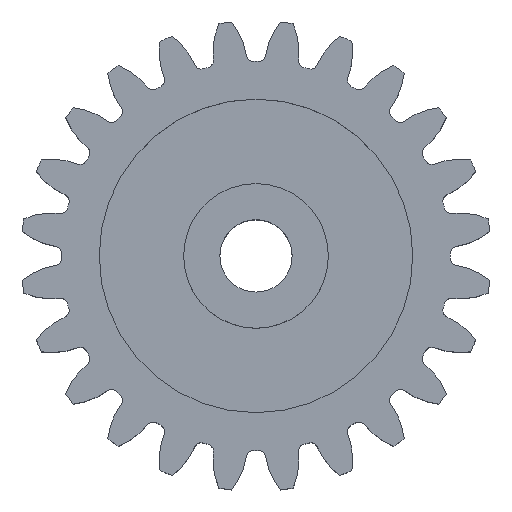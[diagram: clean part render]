
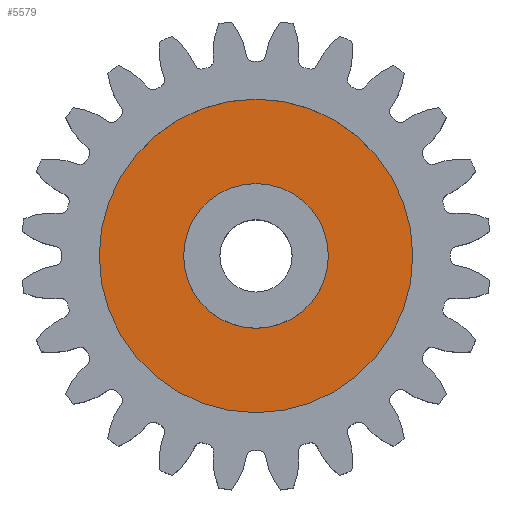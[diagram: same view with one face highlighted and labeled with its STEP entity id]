
A CAD part, top view. The second image highlights one B-rep face of the part: STEP entity #5579.
In plain terms, the highlighted planar face has unit normal (0, 0, 1).
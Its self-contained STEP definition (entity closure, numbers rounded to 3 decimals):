
#96 = DIRECTION ( 'NONE',  ( -1., 0., 0. ) ) ;
#97 = DIRECTION ( 'NONE',  ( 0., 0., -1. ) ) ;
#98 = CARTESIAN_POINT ( 'NONE',  ( 0., 0., 13.5 ) ) ;
#99 = AXIS2_PLACEMENT_3D ( 'NONE', #98, #97, #96 ) ;
#117 = CIRCLE ( 'NONE', #99, 26. ) ;
#155 = CARTESIAN_POINT ( 'NONE',  ( 26., 0., 13.5 ) ) ;
#483 = CARTESIAN_POINT ( 'NONE',  ( -26., 0., 13.5 ) ) ;
#3042 = CARTESIAN_POINT ( 'NONE',  ( 0., 0., 13.5 ) ) ;
#3053 = FACE_BOUND ( 'NONE', #5835, .T. ) ;
#3055 = AXIS2_PLACEMENT_3D ( 'NONE', #3085, #3084, #3083 ) ;
#3077 = DIRECTION ( 'NONE',  ( -1., 0., 0. ) ) ;
#3078 = DIRECTION ( 'NONE',  ( 0., 0., -1. ) ) ;
#3083 = DIRECTION ( 'NONE',  ( -1., 0., 0. ) ) ;
#3084 = DIRECTION ( 'NONE',  ( 0., 0., -1. ) ) ;
#3085 = CARTESIAN_POINT ( 'NONE',  ( 0., 0., 13.5 ) ) ;
#3086 = AXIS2_PLACEMENT_3D ( 'NONE', #3042, #3078, #3077 ) ;
#3089 = CIRCLE ( 'NONE', #3086, 12. ) ;
#3090 = PLANE ( 'NONE',  #3055 ) ;
#3092 = FACE_OUTER_BOUND ( 'NONE', #5769, .T. ) ;
#3395 = CARTESIAN_POINT ( 'NONE',  ( -12., 0., 13.5 ) ) ;
#3537 = EDGE_CURVE ( 'NONE', #3791, #3589, #5898, .T. ) ;
#3589 = VERTEX_POINT ( 'NONE', #5897 ) ;
#3642 = EDGE_CURVE ( 'NONE', #4003, #3955, #5916, .T. ) ;
#3791 = VERTEX_POINT ( 'NONE', #3395 ) ;
#3952 = EDGE_CURVE ( 'NONE', #3955, #4003, #117, .T. ) ;
#3955 = VERTEX_POINT ( 'NONE', #155 ) ;
#4003 = VERTEX_POINT ( 'NONE', #483 ) ;
#5578 = ORIENTED_EDGE ( 'NONE', *, *, #5580, .T. ) ;
#5579 = ADVANCED_FACE ( 'NONE', ( #3053, #3092 ), #3090, .F. ) ;
#5580 = EDGE_CURVE ( 'NONE', #3589, #3791, #3089, .T. ) ;
#5761 = ORIENTED_EDGE ( 'NONE', *, *, #3952, .F. ) ;
#5769 = EDGE_LOOP ( 'NONE', ( #5770, #5761 ) ) ;
#5770 = ORIENTED_EDGE ( 'NONE', *, *, #3642, .F. ) ;
#5825 = ORIENTED_EDGE ( 'NONE', *, *, #3537, .T. ) ;
#5835 = EDGE_LOOP ( 'NONE', ( #5825, #5578 ) ) ;
#5894 = DIRECTION ( 'NONE',  ( -1., 0., 0. ) ) ;
#5895 = DIRECTION ( 'NONE',  ( 0., 0., -1. ) ) ;
#5897 = CARTESIAN_POINT ( 'NONE',  ( 12., 0., 13.5 ) ) ;
#5898 = CIRCLE ( 'NONE', #5939, 12. ) ;
#5916 = CIRCLE ( 'NONE', #5925, 26. ) ;
#5923 = DIRECTION ( 'NONE',  ( 0., 0., -1. ) ) ;
#5924 = CARTESIAN_POINT ( 'NONE',  ( 0., 0., 13.5 ) ) ;
#5925 = AXIS2_PLACEMENT_3D ( 'NONE', #5924, #5923, #5973 ) ;
#5939 = AXIS2_PLACEMENT_3D ( 'NONE', #5955, #5895, #5894 ) ;
#5955 = CARTESIAN_POINT ( 'NONE',  ( 0., 0., 13.5 ) ) ;
#5973 = DIRECTION ( 'NONE',  ( -1., 0., 0. ) ) ;
